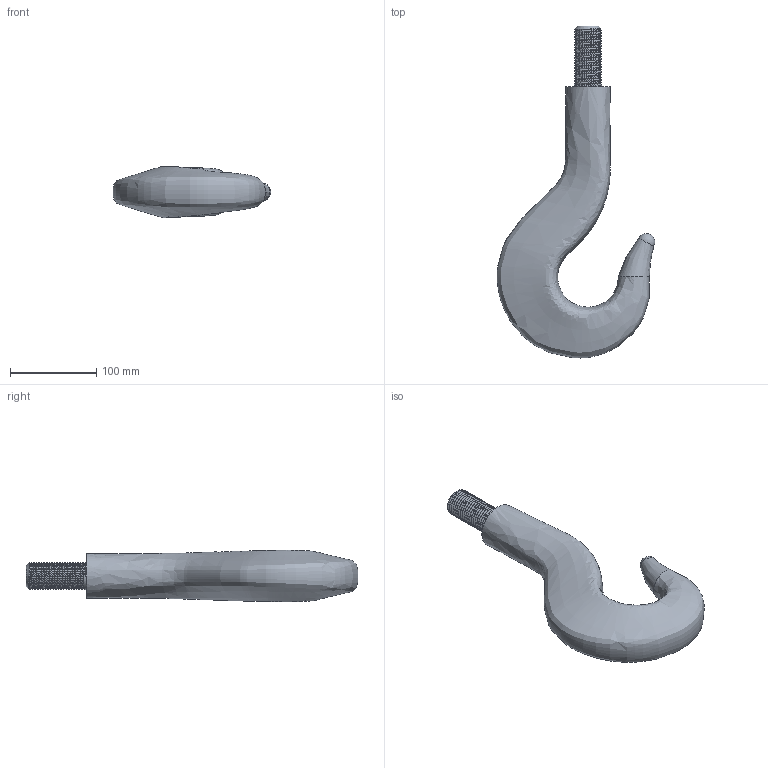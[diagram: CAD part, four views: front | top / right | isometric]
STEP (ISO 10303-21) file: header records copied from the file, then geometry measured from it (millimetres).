
FILE_DESCRIPTION (( 'STEP AP203' ), '1' );
FILE_NAME ('Crane_hook.STEP', '2025-05-18T16:34:43', ( '' ), ( '' ), 'SwSTEP 2.0', 'SolidWorks 2024', '' );
FILE_SCHEMA (( 'CONFIG_CONTROL_DESIGN' ));
Length unit declared in the file: millimetre
Products named in the file (1): Crane_hook
Bounding box: 182.22 x 383.89 x 59.44 mm (x, y, z)
Volume: 1133859.7 mm3; surface area: 95884.8 mm2
Topology: 1 solids, 1 shells, 33 faces, 93 edges, 62 vertices
Faces by surface type: cylinder 22, bspline 5, plane 4, cone 1, sphere 1
Full cylindrical faces by diameter (mm): 31.392 x21
Entity records: 7319 total; most frequent: CARTESIAN_POINT 7039, ORIENTED_EDGE 40, DIRECTION 33, EDGE_CURVE 20, EDGE_LOOP 17, VERTEX_POINT 15, FACE_OUTER_BOUND 15, AXIS2_PLACEMENT_3D 13
